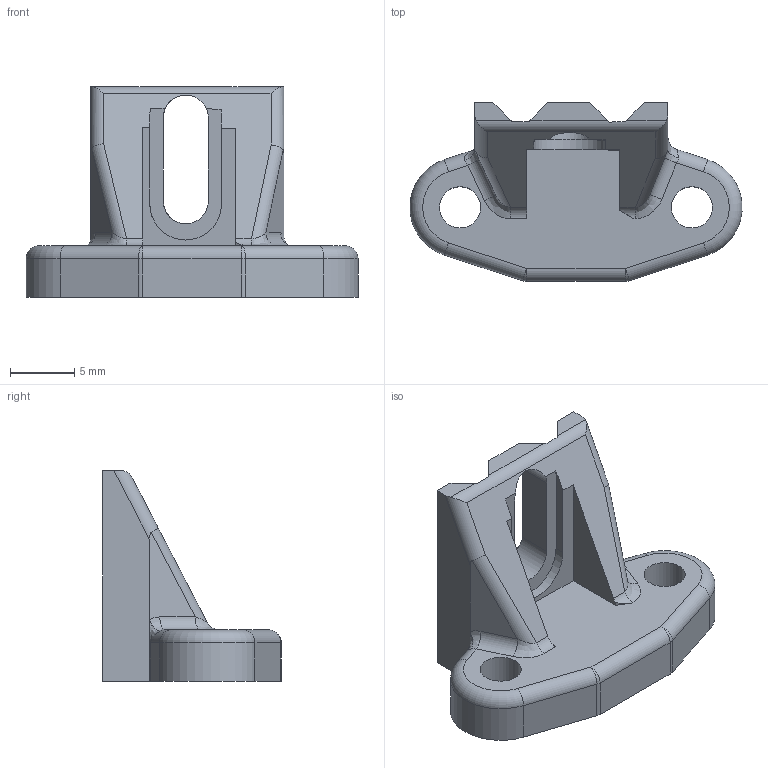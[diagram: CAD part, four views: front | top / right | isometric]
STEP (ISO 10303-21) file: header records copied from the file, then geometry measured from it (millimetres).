
FILE_DESCRIPTION(('STEP AP214'),'1');
FILE_NAME('BLT Mount.stp','2017-10-14T07:07:08',(' '),(' '),'Spatial InterOp 3D',' ',' ');
FILE_SCHEMA(('automotive_design'));
Length unit declared in the file: millimetre
Products named in the file (1): BLT Mount
Bounding box: 25.77 x 13.87 x 16.36 mm (x, y, z)
Volume: 1547 mm3; surface area: 1373.1 mm2
Topology: 1 solids, 1 shells, 71 faces, 196 edges, 123 vertices
Faces by surface type: plane 34, cylinder 27, bspline 6, torus 2, sphere 2
Full cylindrical faces by diameter (mm): 3.2 x2
Entity records: 3320 total; most frequent: CARTESIAN_POINT 902, DIRECTION 395, ORIENTED_EDGE 384, EDGE_CURVE 192, AXIS2_PLACEMENT_3D 141, VERTEX_POINT 123, LINE 113, VECTOR 113
